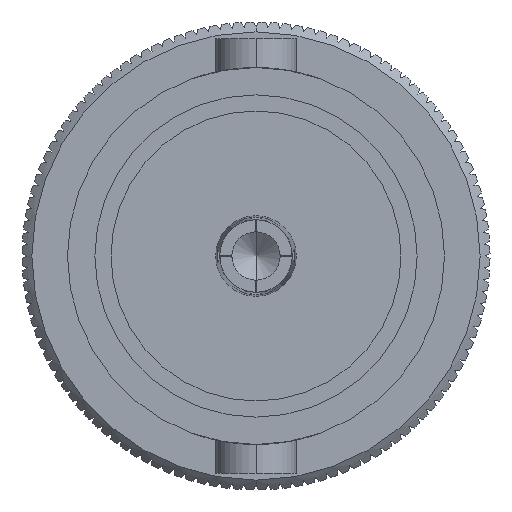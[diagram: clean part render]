
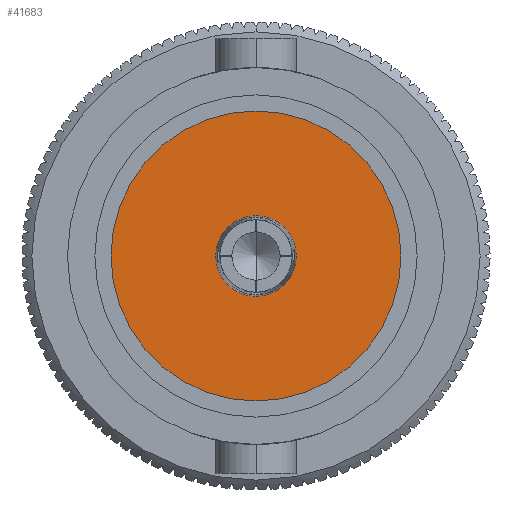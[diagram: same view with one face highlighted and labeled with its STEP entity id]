
A CAD part, left-side view. The second image highlights one B-rep face of the part: STEP entity #41683.
In plain terms, the highlighted planar face has unit normal (-1, 0, 0).
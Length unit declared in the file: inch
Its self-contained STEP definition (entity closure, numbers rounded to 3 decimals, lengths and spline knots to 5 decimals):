
#751 = FACE_BOUND ( 'NONE', #39231, .T. ) ;
#3875 = AXIS2_PLACEMENT_3D ( 'NONE', #51940, #27097, #43479 ) ;
#4334 = DIRECTION ( 'NONE',  ( -1., 0., 0. ) ) ;
#6705 = ORIENTED_EDGE ( 'NONE', *, *, #33885, .F. ) ;
#9159 = CIRCLE ( 'NONE', #16435, 0.14635 ) ;
#9541 = CARTESIAN_POINT ( 'NONE',  ( 0.01626, 0., -0.14635 ) ) ;
#9785 = ORIENTED_EDGE ( 'NONE', *, *, #14209, .T. ) ;
#12476 = DIRECTION ( 'NONE',  ( 0., 0., 1. ) ) ;
#13667 = DIRECTION ( 'NONE',  ( -1., 0., 0. ) ) ;
#14209 = EDGE_CURVE ( 'NONE', #23793, #44222, #29978, .T. ) ;
#14326 = VERTEX_POINT ( 'NONE', #52112 ) ;
#14441 = ORIENTED_EDGE ( 'NONE', *, *, #25848, .F. ) ;
#16435 = AXIS2_PLACEMENT_3D ( 'NONE', #50003, #13667, #49331 ) ;
#17493 = CARTESIAN_POINT ( 'NONE',  ( 0.01626, 0., 0.14635 ) ) ;
#18921 = CIRCLE ( 'NONE', #36884, 0.04065 ) ;
#22018 = AXIS2_PLACEMENT_3D ( 'NONE', #48430, #40455, #24564 ) ;
#23793 = VERTEX_POINT ( 'NONE', #9541 ) ;
#24200 = DIRECTION ( 'NONE',  ( -1., 0., 0. ) ) ;
#24383 = PLANE ( 'NONE',  #22018 ) ;
#24564 = DIRECTION ( 'NONE',  ( 0., 0., 1. ) ) ;
#25848 = EDGE_CURVE ( 'NONE', #14326, #32776, #18921, .T. ) ;
#27097 = DIRECTION ( 'NONE',  ( -1., 0., 0. ) ) ;
#27296 = FACE_OUTER_BOUND ( 'NONE', #29697, .T. ) ;
#29697 = EDGE_LOOP ( 'NONE', ( #40925, #9785 ) ) ;
#29978 = CIRCLE ( 'NONE', #3875, 0.14635 ) ;
#32776 = VERTEX_POINT ( 'NONE', #37637 ) ;
#33885 = EDGE_CURVE ( 'NONE', #32776, #14326, #43781, .T. ) ;
#36884 = AXIS2_PLACEMENT_3D ( 'NONE', #44570, #4334, #12476 ) ;
#37637 = CARTESIAN_POINT ( 'NONE',  ( 0.01626, 0., -0.04065 ) ) ;
#38986 = EDGE_CURVE ( 'NONE', #44222, #23793, #9159, .T. ) ;
#39231 = EDGE_LOOP ( 'NONE', ( #6705, #14441 ) ) ;
#40455 = DIRECTION ( 'NONE',  ( -1., 0., 0. ) ) ;
#40925 = ORIENTED_EDGE ( 'NONE', *, *, #38986, .T. ) ;
#41683 = ADVANCED_FACE ( 'NONE', ( #751, #27296 ), #24383, .T. ) ;
#43479 = DIRECTION ( 'NONE',  ( 0., 0., 1. ) ) ;
#43781 = CIRCLE ( 'NONE', #47873, 0.04065 ) ;
#44222 = VERTEX_POINT ( 'NONE', #17493 ) ;
#44489 = CARTESIAN_POINT ( 'NONE',  ( 0.01626, 0., 0. ) ) ;
#44570 = CARTESIAN_POINT ( 'NONE',  ( 0.01626, 0., 0. ) ) ;
#47873 = AXIS2_PLACEMENT_3D ( 'NONE', #44489, #24200, #48919 ) ;
#48430 = CARTESIAN_POINT ( 'NONE',  ( 0.01626, 0., -0.14635 ) ) ;
#48919 = DIRECTION ( 'NONE',  ( 0., 0., 1. ) ) ;
#49331 = DIRECTION ( 'NONE',  ( 0., 0., 1. ) ) ;
#50003 = CARTESIAN_POINT ( 'NONE',  ( 0.01626, 0., 0. ) ) ;
#51940 = CARTESIAN_POINT ( 'NONE',  ( 0.01626, 0., 0. ) ) ;
#52112 = CARTESIAN_POINT ( 'NONE',  ( 0.01626, 0., 0.04065 ) ) ;
